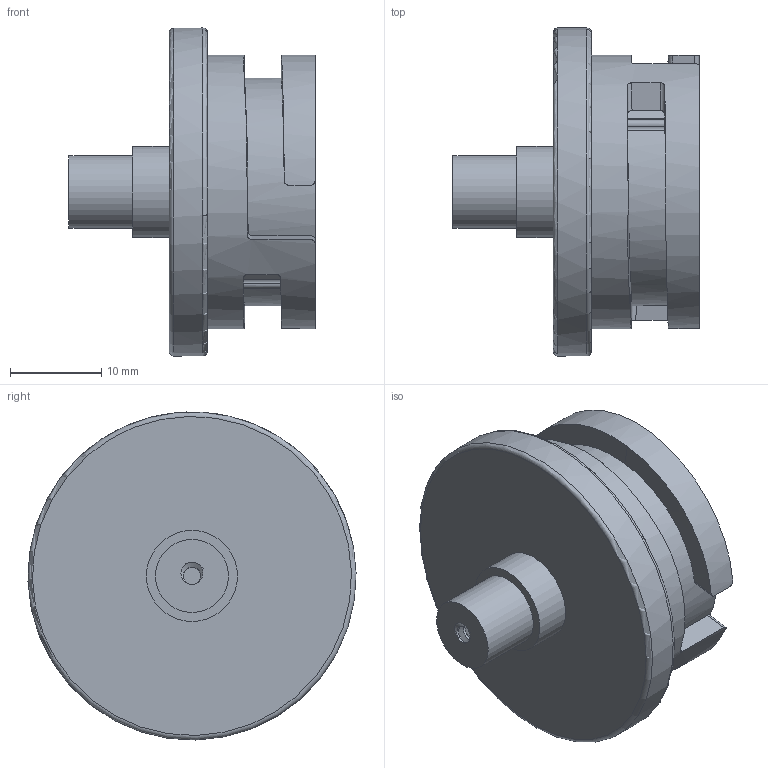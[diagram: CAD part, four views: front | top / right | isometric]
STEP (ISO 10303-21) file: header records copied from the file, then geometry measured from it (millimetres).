
FILE_DESCRIPTION(/* description */ ('STEP AP242','CAx-IF Rec.Pracs.---Representation and Presentation of Product Manufacturing Information (PMI)---4.0---2014-10-13','CAx-IF Rec.Pracs.---3D Tessellated Geometry---0.4---2014-09-14','2;1'),/* implementation_level */ '2;1');
FILE_NAME(/* name */ '8632714b-a34a-4488-aedb-8491bcf18c8e',/* time_stamp */ '2023-03-13T12:09:20+00:00',/* author */ (''),/* organization */ (''),/* preprocessor_version */ 'ST-DEVELOPER v18.102',/* originating_system */ ' ',/* authorisation */ ' ');
FILE_SCHEMA (('AP242_MANAGED_MODEL_BASED_3D_ENGINEERING_MIM_LF { 1 0 10303 442 1 1 4 }'));
Length unit declared in the file: metre
Products named in the file (1): JXHSV06-07002-d Filament Barrel
Bounding box: 27 x 35.99 x 35.99 mm (x, y, z)
Volume: 12337.5 mm3; surface area: 4327.1 mm2
Topology: 1 solids, 1 shells, 61 faces, 168 edges, 113 vertices
Faces by surface type: cylinder 26, bspline 18, plane 14, torus 3
Full cylindrical faces by diameter (mm): 8 x1, 10 x1, 30 x1, 36 x1
Entity records: 3649 total; most frequent: CARTESIAN_POINT 2320, ORIENTED_EDGE 320, DIRECTION 187, EDGE_CURVE 160, VERTEX_POINT 110, B_SPLINE_CURVE_WITH_KNOTS 86, AXIS2_PLACEMENT_3D 73, EDGE_LOOP 70
